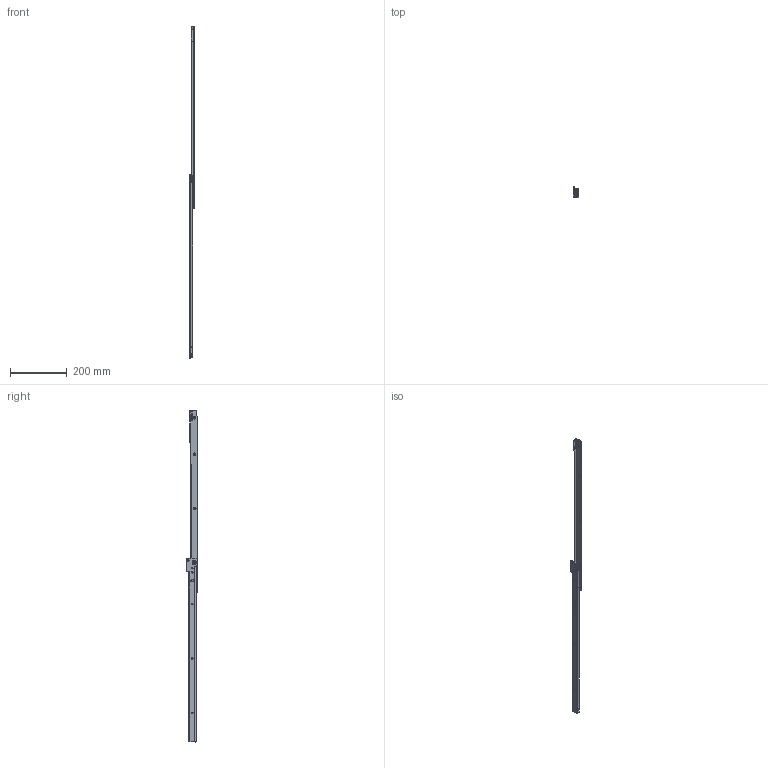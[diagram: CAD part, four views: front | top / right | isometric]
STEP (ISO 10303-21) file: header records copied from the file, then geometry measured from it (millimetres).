
FILE_DESCRIPTION (( 'STEP AP214' ), '1' );
FILE_NAME ('CS# 1052.650-GA.0000.li_open.STEP', '2023-03-06T19:13:58', ( '' ), ( '' ), 'SwSTEP 2.0', 'SolidWorks 2020', '' );
FILE_SCHEMA (( 'AUTOMOTIVE_DESIGN' ));
Length unit declared in the file: millimetre
Products named in the file (10): bkr099_Rundkopfvernietet Mat. 2mm; CS# 2052.XXX-01.0000.li_NL 650; CS# 1052.650-GA.0000.li_open; DIN 125 A_M  4    - › 9,0 - ›4,3 - 0,8; CS# 1052.XXX-03.0000.li_NL 650; KR-090 Laufring_KR-090; KR-090 Softrollenring_KR-090; KR-099 Softrolle_KR-099 Rundkopfvernietet Mat. 2mm
Assembly tree (10 placements, depth 4):
  CS# 1052.650-GA.0000.li_open
    CS# 2052.XXX-01.0000.li_NL 650
      CS# 2052.XXX-01.0000.li_NL 650
      KR-099 Softrolle_KR-099 Rundkopfvernietet Mat. 2mm
        KR-090 Laufring_KR-090
        KR-090 Softrollenring_KR-090
        bkr099_Rundkopfvernietet Mat. 2mm
        DIN 125 A_M  4    - › 9,0 - ›4,3 - 0,8
    CS# 1052.XXX-03.0000.li_NL 650
      CS# 1052.XXX-03.0000.li_NL 650
      KR-099 Softrolle_KR-099 Rundkopfvernietet Mat. 2mm
        KR-090 Laufring_KR-090
        KR-090 Softrollenring_KR-090
        bkr099_Rundkopfvernietet Mat. 2mm
        DIN 125 A_M  4    - › 9,0 - ›4,3 - 0,8
Bounding box: 18 x 40.83 x 1174.08 mm (x, y, z)
Volume: 103320.2 mm3; surface area: 111275.6 mm2
Topology: 10 solids, 10 shells, 1110 faces, 2883 edges, 1851 vertices
Faces by surface type: plane 555, cylinder 232, bspline 161, cone 102, torus 52, sphere 8
Entity records: 50653 total; most frequent: CARTESIAN_POINT 21183, ORIENTED_EDGE 5182, DIRECTION 4251, EDGE_CURVE 2591, VERTEX_POINT 1668, VECTOR 1459, LINE 1459, AXIS2_PLACEMENT_3D 1396
